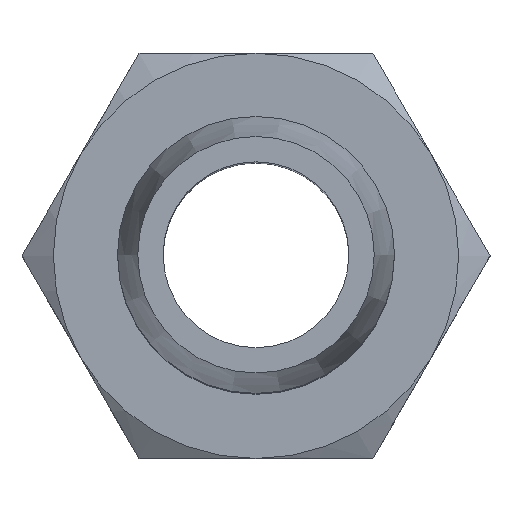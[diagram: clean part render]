
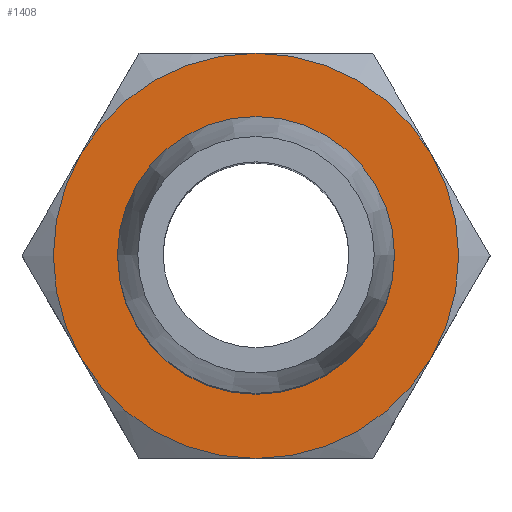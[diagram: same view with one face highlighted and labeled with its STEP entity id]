
A CAD part, top view. The second image highlights one B-rep face of the part: STEP entity #1408.
In plain terms, the highlighted face is planar.
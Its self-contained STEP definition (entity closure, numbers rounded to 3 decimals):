
#743=ORIENTED_EDGE('',*,*,#933,.T.);
#744=ORIENTED_EDGE('',*,*,#934,.T.);
#745=ORIENTED_EDGE('',*,*,#935,.T.);
#746=ORIENTED_EDGE('',*,*,#936,.T.);
#747=ORIENTED_EDGE('',*,*,#937,.T.);
#748=ORIENTED_EDGE('',*,*,#938,.T.);
#749=ORIENTED_EDGE('',*,*,#939,.F.);
#841=CIRCLE('',#1320,6.);
#842=CIRCLE('',#1322,6.);
#843=CIRCLE('',#1323,6.);
#844=CIRCLE('',#1324,6.);
#845=CIRCLE('',#1325,6.);
#846=CIRCLE('',#1326,6.);
#847=CIRCLE('',#1327,4.1);
#877=VERTEX_POINT('',#1478);
#880=VERTEX_POINT('',#1486);
#881=VERTEX_POINT('',#1490);
#884=VERTEX_POINT('',#1502);
#885=VERTEX_POINT('',#1504);
#886=VERTEX_POINT('',#1506);
#887=VERTEX_POINT('',#1509);
#933=EDGE_CURVE('',#881,#880,#841,.T.);
#934=EDGE_CURVE('',#880,#877,#842,.T.);
#935=EDGE_CURVE('',#877,#884,#843,.T.);
#936=EDGE_CURVE('',#884,#885,#844,.T.);
#937=EDGE_CURVE('',#885,#886,#845,.T.);
#938=EDGE_CURVE('',#886,#881,#846,.T.);
#939=EDGE_CURVE('',#887,#887,#847,.T.);
#981=EDGE_LOOP('',(#743,#744,#745,#746,#747,#748));
#982=EDGE_LOOP('',(#749));
#1041=FACE_BOUND('',#981,.T.);
#1042=FACE_BOUND('',#982,.T.);
#1156=DIRECTION('',(0.,1.,0.));
#1157=DIRECTION('',(0.,0.,6.));
#1158=DIRECTION('',(0.,1.,0.));
#1159=DIRECTION('',(1.,0.,0.));
#1160=DIRECTION('',(0.,1.,0.));
#1161=DIRECTION('',(5.196,0.,3.));
#1162=DIRECTION('',(0.,1.,0.));
#1163=DIRECTION('',(5.196,0.,-3.));
#1164=DIRECTION('',(0.,1.,0.));
#1165=DIRECTION('',(0.,0.,-6.));
#1166=DIRECTION('',(0.,1.,0.));
#1167=DIRECTION('',(-5.196,0.,-3.));
#1168=DIRECTION('',(0.,1.,0.));
#1169=DIRECTION('',(-5.196,0.,3.));
#1170=DIRECTION('',(0.,1.,0.));
#1171=DIRECTION('',(4.1,0.,0.));
#1320=AXIS2_PLACEMENT_3D('',#1499,#1156,#1157);
#1321=AXIS2_PLACEMENT_3D('',#1500,#1158,#1159);
#1322=AXIS2_PLACEMENT_3D('',#1501,#1160,#1161);
#1323=AXIS2_PLACEMENT_3D('',#1503,#1162,#1163);
#1324=AXIS2_PLACEMENT_3D('',#1505,#1164,#1165);
#1325=AXIS2_PLACEMENT_3D('',#1507,#1166,#1167);
#1326=AXIS2_PLACEMENT_3D('',#1508,#1168,#1169);
#1327=AXIS2_PLACEMENT_3D('',#1510,#1170,#1171);
#1390=PLANE('',#1321);
#1408=ADVANCED_FACE('',(#1041,#1042),#1390,.T.);
#1478=CARTESIAN_POINT('',(27.398,26.739,-3.));
#1486=CARTESIAN_POINT('',(27.398,26.739,3.));
#1490=CARTESIAN_POINT('',(22.202,26.739,6.));
#1499=CARTESIAN_POINT('',(22.202,26.739,0.));
#1500=CARTESIAN_POINT('',(22.202,26.739,6.));
#1501=CARTESIAN_POINT('',(22.202,26.739,0.));
#1502=CARTESIAN_POINT('',(22.202,26.739,-6.));
#1503=CARTESIAN_POINT('',(22.202,26.739,0.));
#1504=CARTESIAN_POINT('',(17.006,26.739,-3.));
#1505=CARTESIAN_POINT('',(22.202,26.739,0.));
#1506=CARTESIAN_POINT('',(17.006,26.739,3.));
#1507=CARTESIAN_POINT('',(22.202,26.739,0.));
#1508=CARTESIAN_POINT('',(22.202,26.739,0.));
#1509=CARTESIAN_POINT('',(26.302,26.739,0.));
#1510=CARTESIAN_POINT('',(22.202,26.739,0.));
